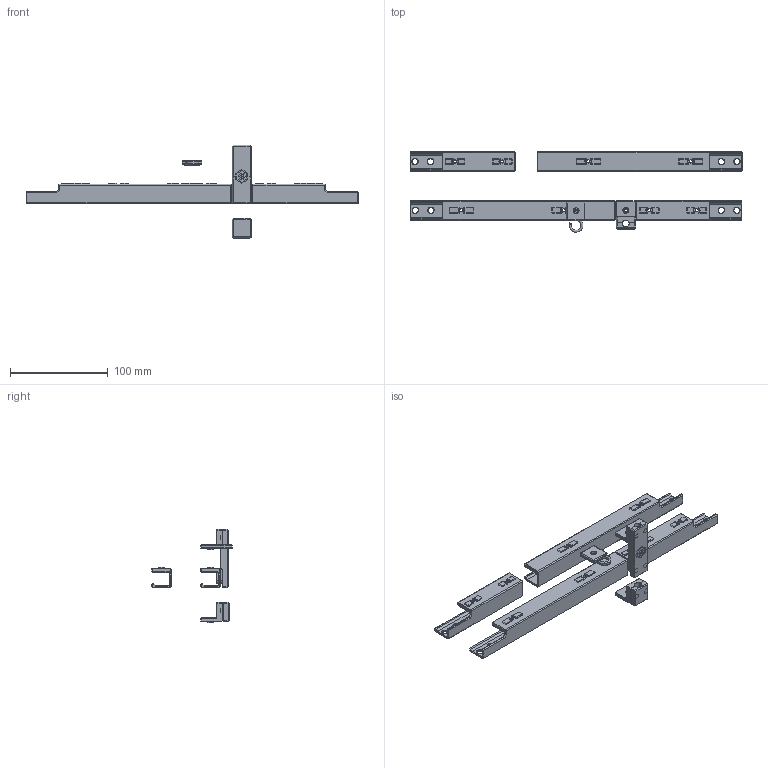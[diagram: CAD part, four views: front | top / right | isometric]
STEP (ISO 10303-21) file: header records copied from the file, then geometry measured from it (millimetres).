
FILE_DESCRIPTION(/* description */ ('HOOPS Exchange Step'),/* implementation_level */ '2;1');
FILE_NAME(/* name */ 'Zbilical Mod.step',/* time_stamp */ '2024-07-24T19:33:48-04:00',/* author */ (''),/* organization */ (''),/* preprocessor_version */ 'ST-DEVELOPER v20',/* originating_system */ 'Autodesk Translation Framework v13.14.0.145',/* authorisation */ '');
FILE_SCHEMA (('AUTOMOTIVE_DESIGN { 1 0 10303 214 3 1 1 }','TECHNICAL_DATA_PACKAGING','PROCESS_PLANNING_SCHEMA'));
Length unit declared in the file: millimetre
Products named in the file (3): root; Zbilical MOD; Zbilical Mount
Assembly tree (2 placements, depth 3):
  root
    Zbilical MOD
      Zbilical Mount
Bounding box: 340.24 x 82.52 x 96 mm (x, y, z)
Volume: 101079.8 mm3; surface area: 81353.3 mm2
Topology: 15 solids, 15 shells, 1117 faces, 2633 edges, 1556 vertices
Faces by surface type: plane 805, cylinder 165, cone 137, sphere 8, torus 2
Full cylindrical faces by diameter (mm): 3.2 x18, 4.7 x6, 6 x34
Entity records: 31224 total; most frequent: CARTESIAN_POINT 5381, DIRECTION 5329, ORIENTED_EDGE 5190, EDGE_CURVE 2595, LINE 2089, VECTOR 2089, AXIS2_PLACEMENT_3D 1620, VERTEX_POINT 1556
